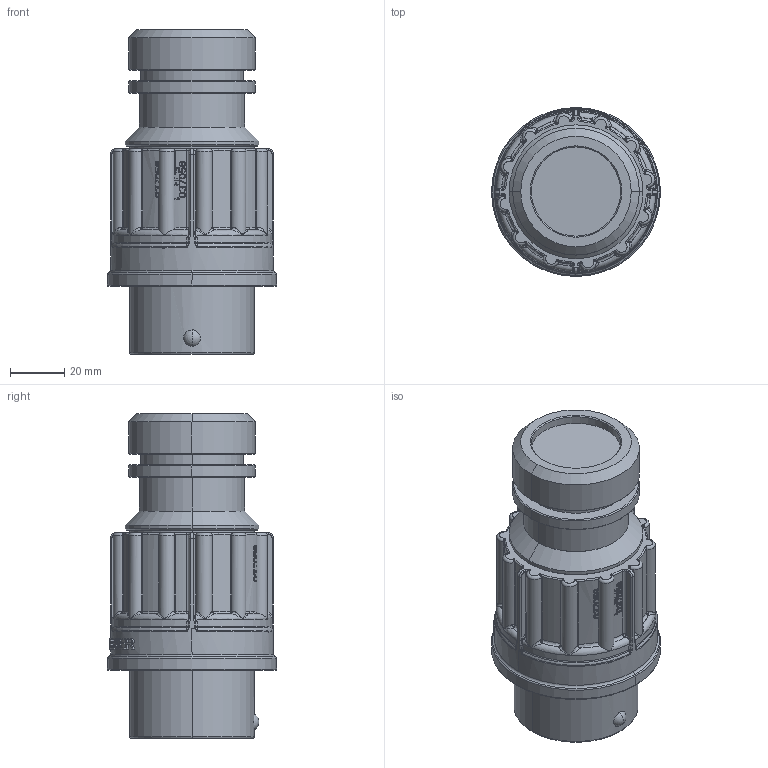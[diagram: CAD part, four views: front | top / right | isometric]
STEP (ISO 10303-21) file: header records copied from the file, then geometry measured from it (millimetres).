
FILE_DESCRIPTION((''),'2;1');
FILE_NAME('251278_SW0001','2020-09-04T17:01:01',('teru'),(''),'CREO PARAMETRIC BY PTC INC, 2017380','CREO PARAMETRIC BY PTC INC, 2017380','');
FILE_SCHEMA(('CONFIG_CONTROL_DESIGN'));
Products named in the file (1): 251278_SW0001
Bounding box: 62.5 x 62.5 x 120 mm (x, y, z)
Volume: 198627.2 mm3; surface area: 34092 mm2
Topology: 1 solids, 1 shells, 1539 faces, 4237 edges, 2755 vertices
Faces by surface type: plane 1118, cylinder 175, torus 124, bspline 88, sphere 18, cone 16
Entity records: 53889 total; most frequent: CARTESIAN_POINT 17110, ORIENTED_EDGE 8470, DIRECTION 6586, EDGE_CURVE 4235, VERTEX_POINT 2755, AXIS2_PLACEMENT_3D 2328, VECTOR 1930, LINE 1930
